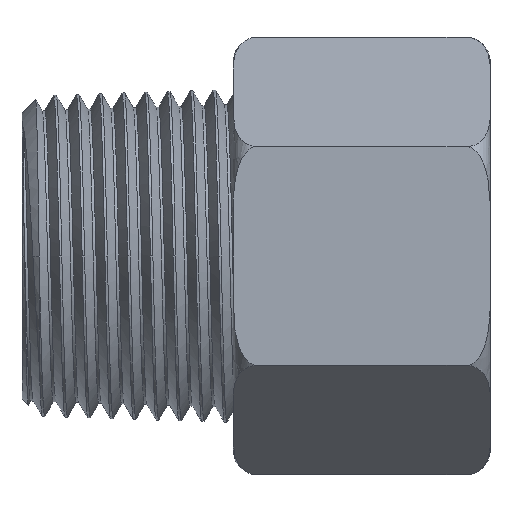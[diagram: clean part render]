
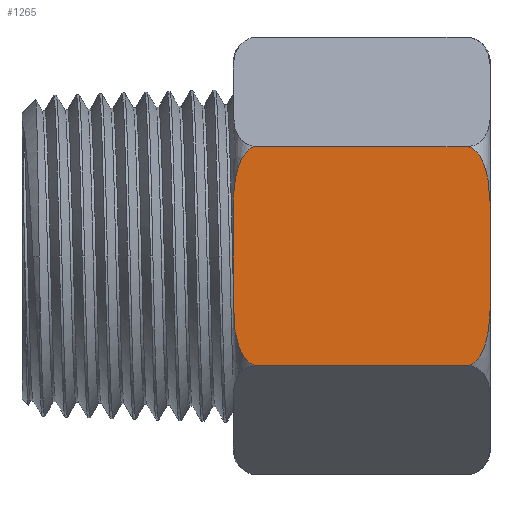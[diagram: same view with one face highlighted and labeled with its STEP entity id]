
A CAD part, front view. The second image highlights one B-rep face of the part: STEP entity #1265.
In plain terms, the highlighted face is planar.
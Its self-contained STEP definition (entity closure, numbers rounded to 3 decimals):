
#119=B_SPLINE_CURVE_WITH_KNOTS('',3,(#2027,#2028,#2029,#2030,#2031,#2032,
#2033,#2034,#2035,#2036,#2037,#2038,#2039,#2040,#2041,#2042,#2043,#2044),
 .UNSPECIFIED.,.F.,.F.,(4,2,2,2,2,2,2,2,4),(9.224,9.269,
9.542,9.932,10.322,10.973,11.624,
13.276,13.888),.UNSPECIFIED.);
#120=B_SPLINE_CURVE_WITH_KNOTS('',3,(#2046,#2047,#2048,#2049,#2050,#2051,
#2052,#2053,#2054,#2055,#2056,#2057,#2058,#2059,#2060,#2061,#2062,#2063),
 .UNSPECIFIED.,.F.,.F.,(4,2,2,2,2,2,2,2,4),(22.097,22.71,
24.361,25.012,25.663,26.053,26.444,
26.716,26.762),.UNSPECIFIED.);
#121=B_SPLINE_CURVE_WITH_KNOTS('',3,(#2066,#2067,#2068,#2069,#2070,#2071,
#2072,#2073,#2074,#2075,#2076,#2077,#2078,#2079,#2080,#2081,#2082,#2083),
 .UNSPECIFIED.,.F.,.F.,(4,2,2,2,2,2,2,2,4),(9.224,9.269,
9.542,9.932,10.322,10.973,11.624,
13.276,14.927),.UNSPECIFIED.);
#122=B_SPLINE_CURVE_WITH_KNOTS('',3,(#2084,#2085,#2086,#2087,#2088,#2089,
#2090,#2091,#2092,#2093,#2094,#2095,#2096,#2097,#2098,#2099,#2100,#2101),
 .UNSPECIFIED.,.F.,.F.,(4,2,2,2,2,2,2,2,4),(21.058,22.71,
24.361,25.012,25.663,26.053,26.444,
26.716,26.762),.UNSPECIFIED.);
#204=FACE_OUTER_BOUND('',#279,.T.);
#279=EDGE_LOOP('',(#896,#897,#898,#899,#900,#901,#902,#903));
#379=LINE('',#1701,#441);
#392=LINE('',#1869,#454);
#394=LINE('',#1971,#456);
#395=LINE('',#2065,#457);
#441=VECTOR('',#1440,1.);
#454=VECTOR('',#1483,1.);
#456=VECTOR('',#1493,1.);
#457=VECTOR('',#1496,1.);
#503=VERTEX_POINT('',#1699);
#504=VERTEX_POINT('',#1700);
#525=VERTEX_POINT('',#1849);
#534=VERTEX_POINT('',#1867);
#539=VERTEX_POINT('',#1951);
#540=VERTEX_POINT('',#1970);
#541=VERTEX_POINT('',#2045);
#542=VERTEX_POINT('',#2064);
#638=EDGE_CURVE('',#503,#504,#379,.T.);
#671=EDGE_CURVE('',#534,#525,#392,.T.);
#680=EDGE_CURVE('',#540,#539,#394,.T.);
#684=EDGE_CURVE('',#539,#525,#119,.T.);
#685=EDGE_CURVE('',#534,#541,#120,.T.);
#686=EDGE_CURVE('',#542,#541,#395,.T.);
#687=EDGE_CURVE('',#542,#503,#121,.T.);
#688=EDGE_CURVE('',#504,#540,#122,.T.);
#896=ORIENTED_EDGE('',*,*,#684,.T.);
#897=ORIENTED_EDGE('',*,*,#671,.F.);
#898=ORIENTED_EDGE('',*,*,#685,.T.);
#899=ORIENTED_EDGE('',*,*,#686,.F.);
#900=ORIENTED_EDGE('',*,*,#687,.T.);
#901=ORIENTED_EDGE('',*,*,#638,.T.);
#902=ORIENTED_EDGE('',*,*,#688,.T.);
#903=ORIENTED_EDGE('',*,*,#680,.T.);
#1255=PLANE('',#1356);
#1265=ADVANCED_FACE('',(#204),#1255,.T.);
#1356=AXIS2_PLACEMENT_3D('',#2026,#1494,#1495);
#1440=DIRECTION('',(0.,-1.,0.));
#1483=DIRECTION('',(0.,-1.,0.));
#1493=DIRECTION('',(1.,0.,0.));
#1494=DIRECTION('center_axis',(0.,0.,1.));
#1495=DIRECTION('ref_axis',(0.,-1.,0.));
#1496=DIRECTION('',(1.,0.,0.));
#1699=CARTESIAN_POINT('',(16.818,3.27,15.1));
#1700=CARTESIAN_POINT('',(16.818,-3.27,15.1));
#1701=CARTESIAN_POINT('',(16.818,4.359,15.1));
#1849=CARTESIAN_POINT('',(37.3,-4.359,15.1));
#1867=CARTESIAN_POINT('',(37.3,4.359,15.1));
#1869=CARTESIAN_POINT('',(37.3,11.468,15.1));
#1951=CARTESIAN_POINT('',(35.554,-8.718,15.1));
#1970=CARTESIAN_POINT('',(18.581,-8.718,15.1));
#1971=CARTESIAN_POINT('',(11.931,-8.718,15.1));
#2026=CARTESIAN_POINT('Origin',(11.931,8.718,15.1));
#2027=CARTESIAN_POINT('Ctrl Pts',(35.554,-8.718,15.1));
#2028=CARTESIAN_POINT('Ctrl Pts',(35.57,-8.714,15.1));
#2029=CARTESIAN_POINT('Ctrl Pts',(35.586,-8.71,15.1));
#2030=CARTESIAN_POINT('Ctrl Pts',(35.696,-8.678,15.1));
#2031=CARTESIAN_POINT('Ctrl Pts',(35.787,-8.638,15.1));
#2032=CARTESIAN_POINT('Ctrl Pts',(35.979,-8.527,15.1));
#2033=CARTESIAN_POINT('Ctrl Pts',(36.09,-8.44,15.1));
#2034=CARTESIAN_POINT('Ctrl Pts',(36.29,-8.239,15.1));
#2035=CARTESIAN_POINT('Ctrl Pts',(36.378,-8.127,15.1));
#2036=CARTESIAN_POINT('Ctrl Pts',(36.574,-7.84,15.1));
#2037=CARTESIAN_POINT('Ctrl Pts',(36.684,-7.63,15.1));
#2038=CARTESIAN_POINT('Ctrl Pts',(36.865,-7.192,15.1));
#2039=CARTESIAN_POINT('Ctrl Pts',(36.938,-6.965,15.1));
#2040=CARTESIAN_POINT('Ctrl Pts',(37.135,-6.223,15.1));
#2041=CARTESIAN_POINT('Ctrl Pts',(37.218,-5.627,15.1));
#2042=CARTESIAN_POINT('Ctrl Pts',(37.28,-4.804,15.1));
#2043=CARTESIAN_POINT('Ctrl Pts',(37.292,-4.58,15.1));
#2044=CARTESIAN_POINT('Ctrl Pts',(37.3,-4.359,15.1));
#2045=CARTESIAN_POINT('',(35.554,8.718,15.1));
#2046=CARTESIAN_POINT('Ctrl Pts',(37.3,4.359,15.1));
#2047=CARTESIAN_POINT('Ctrl Pts',(37.292,4.58,15.1));
#2048=CARTESIAN_POINT('Ctrl Pts',(37.28,4.804,15.1));
#2049=CARTESIAN_POINT('Ctrl Pts',(37.218,5.627,15.1));
#2050=CARTESIAN_POINT('Ctrl Pts',(37.135,6.223,15.1));
#2051=CARTESIAN_POINT('Ctrl Pts',(36.938,6.965,15.1));
#2052=CARTESIAN_POINT('Ctrl Pts',(36.865,7.192,15.1));
#2053=CARTESIAN_POINT('Ctrl Pts',(36.684,7.63,15.1));
#2054=CARTESIAN_POINT('Ctrl Pts',(36.574,7.84,15.1));
#2055=CARTESIAN_POINT('Ctrl Pts',(36.378,8.127,15.1));
#2056=CARTESIAN_POINT('Ctrl Pts',(36.29,8.239,15.1));
#2057=CARTESIAN_POINT('Ctrl Pts',(36.09,8.44,15.1));
#2058=CARTESIAN_POINT('Ctrl Pts',(35.979,8.527,15.1));
#2059=CARTESIAN_POINT('Ctrl Pts',(35.787,8.638,15.1));
#2060=CARTESIAN_POINT('Ctrl Pts',(35.696,8.678,15.1));
#2061=CARTESIAN_POINT('Ctrl Pts',(35.586,8.71,15.1));
#2062=CARTESIAN_POINT('Ctrl Pts',(35.57,8.714,15.1));
#2063=CARTESIAN_POINT('Ctrl Pts',(35.554,8.718,15.1));
#2064=CARTESIAN_POINT('',(18.581,8.718,15.1));
#2065=CARTESIAN_POINT('',(11.931,8.718,15.1));
#2066=CARTESIAN_POINT('Ctrl Pts',(18.581,8.718,15.1));
#2067=CARTESIAN_POINT('Ctrl Pts',(18.566,8.714,15.1));
#2068=CARTESIAN_POINT('Ctrl Pts',(18.55,8.71,15.1));
#2069=CARTESIAN_POINT('Ctrl Pts',(18.439,8.678,15.1));
#2070=CARTESIAN_POINT('Ctrl Pts',(18.349,8.638,15.1));
#2071=CARTESIAN_POINT('Ctrl Pts',(18.157,8.527,15.1));
#2072=CARTESIAN_POINT('Ctrl Pts',(18.046,8.44,15.1));
#2073=CARTESIAN_POINT('Ctrl Pts',(17.846,8.239,15.1));
#2074=CARTESIAN_POINT('Ctrl Pts',(17.757,8.127,15.1));
#2075=CARTESIAN_POINT('Ctrl Pts',(17.562,7.84,15.1));
#2076=CARTESIAN_POINT('Ctrl Pts',(17.452,7.63,15.1));
#2077=CARTESIAN_POINT('Ctrl Pts',(17.271,7.192,15.1));
#2078=CARTESIAN_POINT('Ctrl Pts',(17.198,6.965,15.1));
#2079=CARTESIAN_POINT('Ctrl Pts',(17.001,6.223,15.1));
#2080=CARTESIAN_POINT('Ctrl Pts',(16.918,5.627,15.1));
#2081=CARTESIAN_POINT('Ctrl Pts',(16.827,4.426,15.1));
#2082=CARTESIAN_POINT('Ctrl Pts',(16.818,3.82,15.1));
#2083=CARTESIAN_POINT('Ctrl Pts',(16.818,3.27,15.1));
#2084=CARTESIAN_POINT('Ctrl Pts',(16.818,-3.27,15.1));
#2085=CARTESIAN_POINT('Ctrl Pts',(16.818,-3.82,15.1));
#2086=CARTESIAN_POINT('Ctrl Pts',(16.827,-4.426,15.1));
#2087=CARTESIAN_POINT('Ctrl Pts',(16.918,-5.627,15.1));
#2088=CARTESIAN_POINT('Ctrl Pts',(17.001,-6.223,15.1));
#2089=CARTESIAN_POINT('Ctrl Pts',(17.198,-6.965,15.1));
#2090=CARTESIAN_POINT('Ctrl Pts',(17.271,-7.192,15.1));
#2091=CARTESIAN_POINT('Ctrl Pts',(17.452,-7.63,15.1));
#2092=CARTESIAN_POINT('Ctrl Pts',(17.562,-7.84,15.1));
#2093=CARTESIAN_POINT('Ctrl Pts',(17.757,-8.127,15.1));
#2094=CARTESIAN_POINT('Ctrl Pts',(17.846,-8.239,15.1));
#2095=CARTESIAN_POINT('Ctrl Pts',(18.046,-8.44,15.1));
#2096=CARTESIAN_POINT('Ctrl Pts',(18.157,-8.527,15.1));
#2097=CARTESIAN_POINT('Ctrl Pts',(18.349,-8.638,15.1));
#2098=CARTESIAN_POINT('Ctrl Pts',(18.439,-8.678,15.1));
#2099=CARTESIAN_POINT('Ctrl Pts',(18.55,-8.71,15.1));
#2100=CARTESIAN_POINT('Ctrl Pts',(18.566,-8.714,15.1));
#2101=CARTESIAN_POINT('Ctrl Pts',(18.581,-8.718,15.1));
